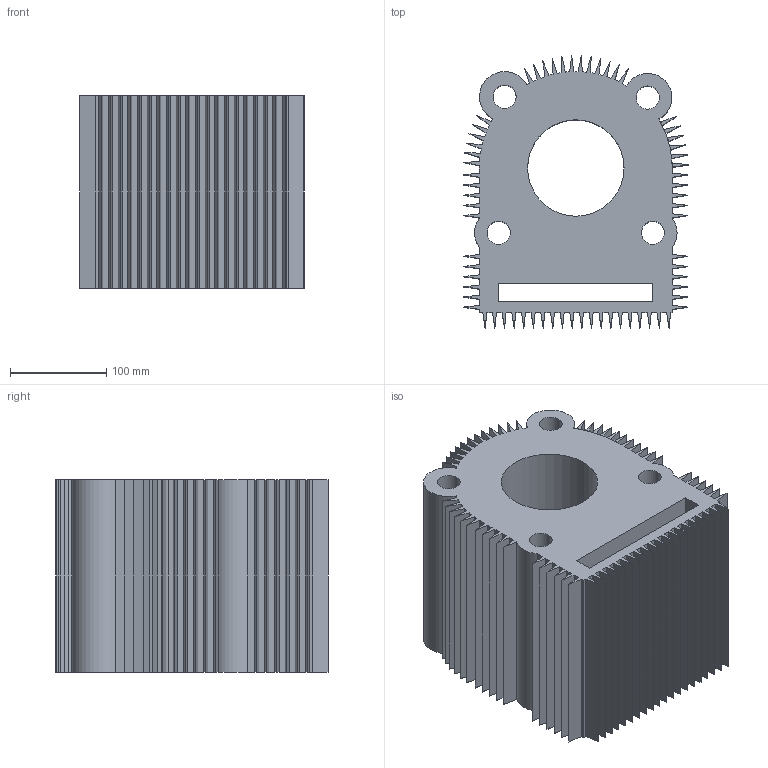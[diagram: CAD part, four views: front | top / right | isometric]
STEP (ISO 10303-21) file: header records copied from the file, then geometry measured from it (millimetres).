
FILE_DESCRIPTION(('CATIA V5 STEP Exchange'),'2;1');
FILE_NAME('Triangular fin Engine Design.stp','2021-03-16T05:03:48+00:00',('none'),('none'),'CATIA Version 5 Release 21 GA (IN-10)','CATIA V5 STEP AP203','none');
FILE_SCHEMA(('CONFIG_CONTROL_DESIGN'));
Length unit declared in the file: millimetre
Products named in the file (1): Part1
Bounding box: 232.95 x 282.15 x 200 mm (x, y, z)
Volume: 7624407.4 mm3; surface area: 838729 mm2
Topology: 7 solids, 7 shells, 240 faces, 678 edges, 452 vertices
Faces by surface type: plane 204, cylinder 36
Entity records: 7241 total; most frequent: ORIENTED_EDGE 1356, CARTESIAN_POINT 1288, DIRECTION 992, EDGE_CURVE 678, VECTOR 606, LINE 606, VERTEX_POINT 452, EDGE_LOOP 252
